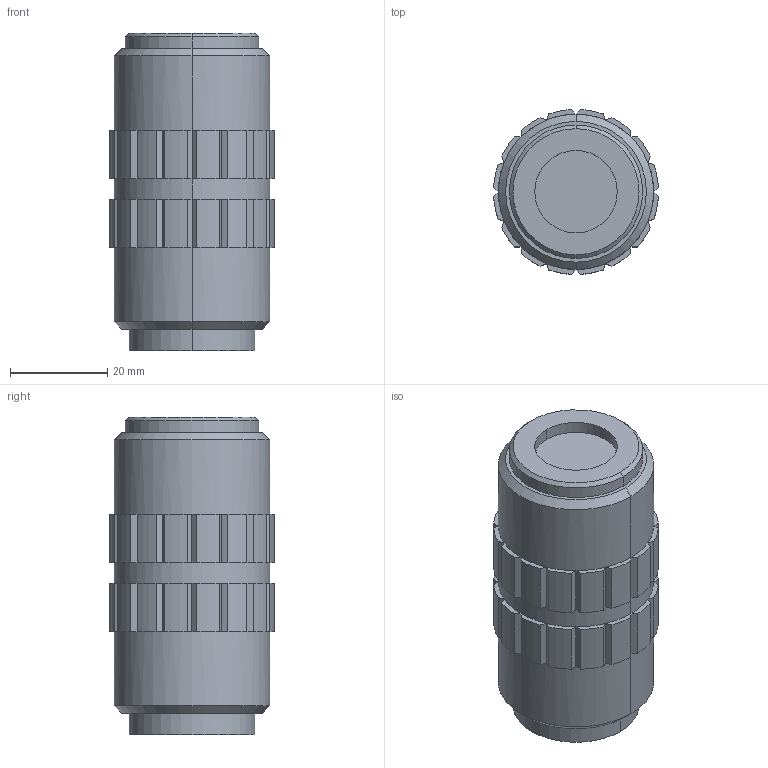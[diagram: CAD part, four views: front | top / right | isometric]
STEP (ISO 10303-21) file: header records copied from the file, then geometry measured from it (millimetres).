
FILE_DESCRIPTION (( 'STEP AP203' ), '1' );
FILE_NAME ('Web Model 59875_59875.step', '2018-03-15T12:36:28', ( '' ), ( '' ), 'SwSTEP 2.0', 'SolidWorks 2016', '' );
FILE_SCHEMA (( 'CONFIG_CONTROL_DESIGN' ));
Length unit declared in the file: millimetre
Products named in the file (1): Web Model 59875_59875
Bounding box: 33.94 x 33.94 x 65.5 mm (x, y, z)
Volume: 50676.4 mm3; surface area: 8888.9 mm2
Topology: 1 solids, 1 shells, 186 faces, 398 edges, 218 vertices
Faces by surface type: plane 134, cylinder 46, cone 6
Entity records: 4957 total; most frequent: DIRECTION 926, CARTESIAN_POINT 803, ORIENTED_EDGE 796, EDGE_CURVE 398, AXIS2_PLACEMENT_3D 341, LINE 244, VECTOR 244, VERTEX_POINT 218
